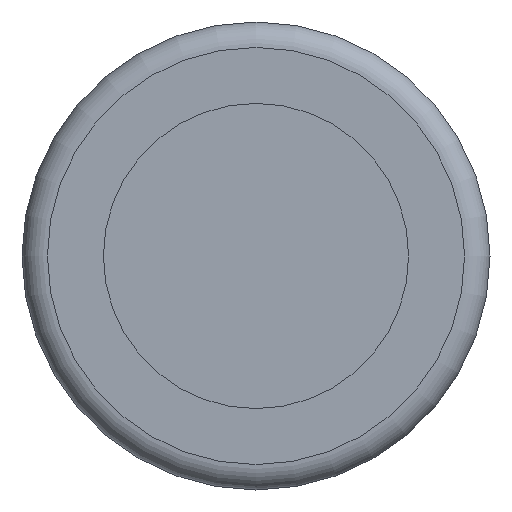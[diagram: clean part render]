
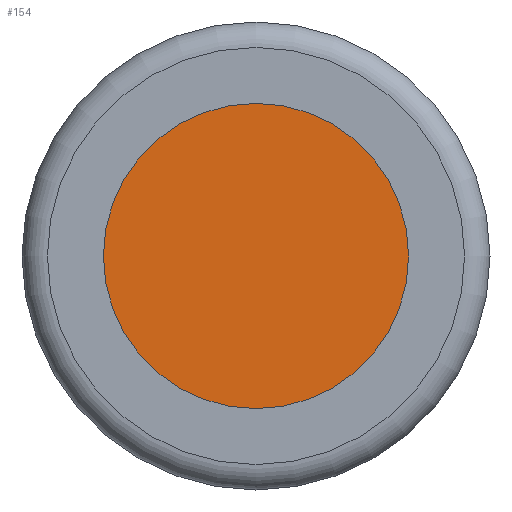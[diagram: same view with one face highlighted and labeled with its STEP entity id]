
A CAD part, front view. The second image highlights one B-rep face of the part: STEP entity #154.
In plain terms, the highlighted planar face has unit normal (0, -1, 0).
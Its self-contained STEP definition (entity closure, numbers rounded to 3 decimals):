
#23=PLANE('',#199);
#39=FACE_OUTER_BOUND('',#51,.T.);
#51=EDGE_LOOP('',(#130));
#62=CIRCLE('',#194,6.);
#73=VERTEX_POINT('',#274);
#89=EDGE_CURVE('',#73,#73,#62,.T.);
#130=ORIENTED_EDGE('',*,*,#89,.T.);
#154=ADVANCED_FACE('',(#39),#23,.F.);
#194=AXIS2_PLACEMENT_3D('',#276,#236,#237);
#199=AXIS2_PLACEMENT_3D('',#379,#246,#247);
#236=DIRECTION('center_axis',(0.,-1.,0.));
#237=DIRECTION('ref_axis',(-1.,0.,0.));
#246=DIRECTION('center_axis',(0.,1.,0.));
#247=DIRECTION('ref_axis',(0.,0.,1.));
#274=CARTESIAN_POINT('',(6.,0.,0.));
#276=CARTESIAN_POINT('Origin',(0.,0.,0.));
#379=CARTESIAN_POINT('Origin',(0.,0.,0.));
